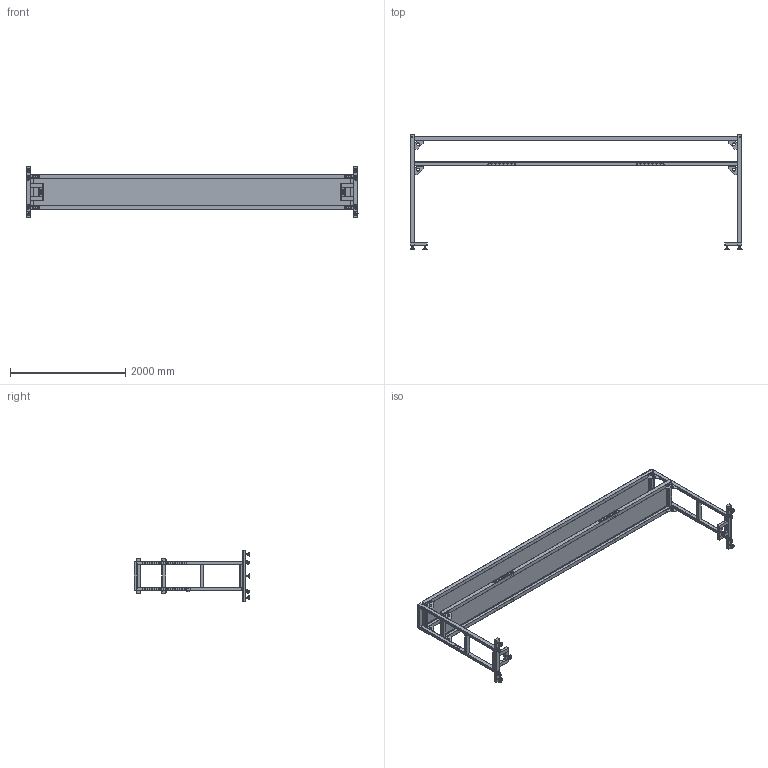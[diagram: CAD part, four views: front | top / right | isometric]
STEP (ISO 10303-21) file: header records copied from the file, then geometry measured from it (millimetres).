
FILE_DESCRIPTION (( 'STEP AP214' ), '1' );
FILE_NAME ('516221.STEP', '2024-03-27T09:30:36', ( '' ), ( '' ), 'SwSTEP 2.0', 'SolidWorks 2020', '' );
FILE_SCHEMA (( 'AUTOMOTIVE_DESIGN' ));
Length unit declared in the file: millimetre
Products named in the file (1): 516221
Bounding box: 5749.93 x 2001 x 900 mm (x, y, z)
Volume: 38648930.3 mm3; surface area: 29980594.5 mm2
Topology: 55 solids, 55 shells, 2591 faces, 6700 edges, 4376 vertices
Faces by surface type: plane 1443, cylinder 1072, torus 48, bspline 16, cone 12
Entity records: 109895 total; most frequent: CARTESIAN_POINT 14468, DIRECTION 13984, ORIENTED_EDGE 13400, EDGE_CURVE 6700, AXIS2_PLACEMENT_3D 4772, VECTOR 4440, LINE 4440, VERTEX_POINT 4376
